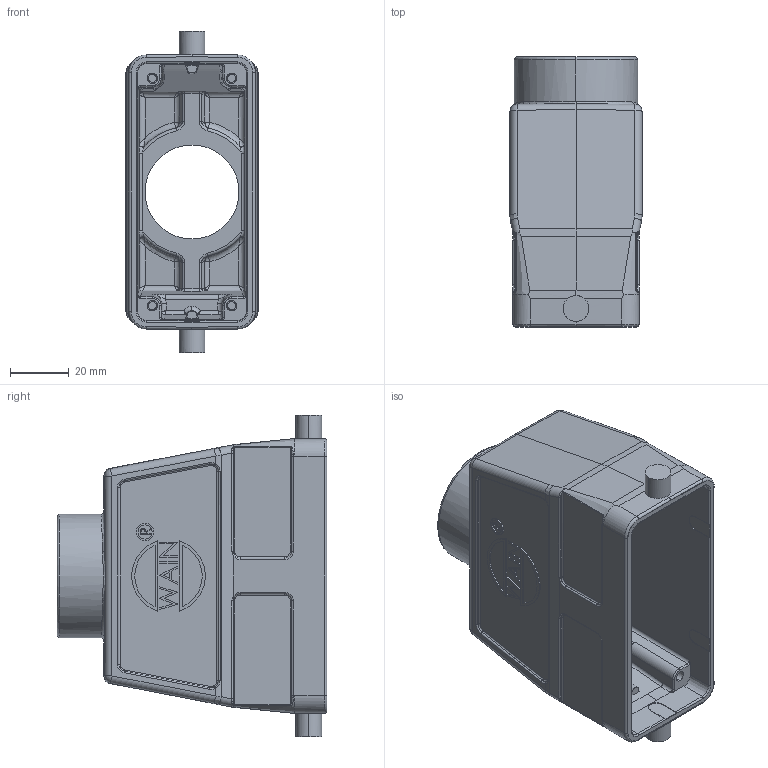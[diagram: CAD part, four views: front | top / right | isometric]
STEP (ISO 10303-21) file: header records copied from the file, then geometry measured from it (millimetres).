
FILE_DESCRIPTION(/* description */ (''),/* implementation_level */ '2;1');
FILE_NAME(/* name */ '3D_1240164155012_HV16B-TEH-2B-PG29_V1.1.stp',/* time_stamp */ '2024-01-05T10:33:47+08:00',/* author */ (''),/* organization */ (''),/* preprocessor_version */ 'ST-DEVELOPER v18.1',/* originating_system */ 'SIEMENS PLM Software NX 1980',/* authorisation */ '');
FILE_SCHEMA (('AUTOMOTIVE_DESIGN { 1 0 10303 214 3 1 1 1 }'));
Length unit declared in the file: millimetre
Products named in the file (1): 145932C43606rl89
Bounding box: 45 x 92 x 109.5 mm (x, y, z)
Volume: 82273 mm3; surface area: 46500.9 mm2
Topology: 3 solids, 3 shells, 711 faces, 1745 edges, 1046 vertices
Faces by surface type: plane 262, cylinder 217, torus 120, bspline 65, cone 29, sphere 12, extrusion 6
Full cylindrical faces by diameter (mm): 32 x1, 35.6 x1
Entity records: 27120 total; most frequent: CARTESIAN_POINT 11634, ORIENTED_EDGE 3420, DIRECTION 2822, EDGE_CURVE 1710, VERTEX_POINT 1044, AXIS2_PLACEMENT_3D 1001, VECTOR 820, LINE 814
